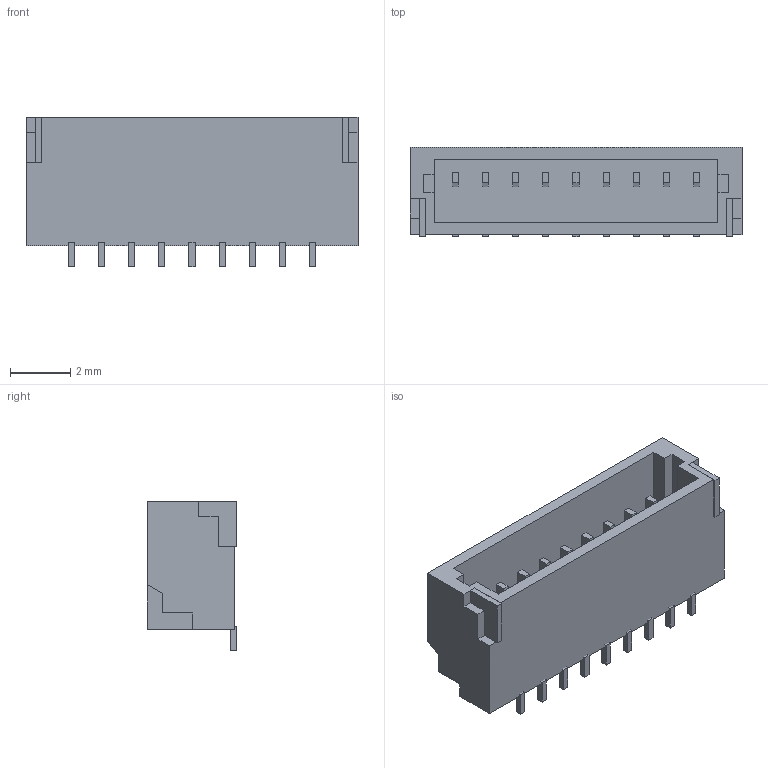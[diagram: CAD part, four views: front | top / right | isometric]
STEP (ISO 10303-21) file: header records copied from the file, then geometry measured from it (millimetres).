
FILE_DESCRIPTION (( 'STEP AP214' ), '1' );
FILE_NAME ('JST_SH_SM09B-SRSS-TB.STEP', '2021-01-14T14:16:47+00:00', 'Stefan Hamminga', '', '', '', '');
FILE_SCHEMA (( 'AUTOMOTIVE_DESIGN' ));
Length unit declared in the file: millimetre
Products named in the file (1): JST_SH_SM09B-SRSS-TB
Bounding box: 11 x 2.96 x 4.95 mm (x, y, z)
Volume: 77.2 mm3; surface area: 319.8 mm2
Topology: 12 solids, 12 shells, 181 faces, 468 edges, 312 vertices
Faces by surface type: plane 181
Entity records: 6855 total; most frequent: CARTESIAN_POINT 962, ORIENTED_EDGE 936, DIRECTION 832, LINE 468, VECTOR 468, EDGE_CURVE 468, VERTEX_POINT 312, AXIS2_PLACEMENT_3D 182
